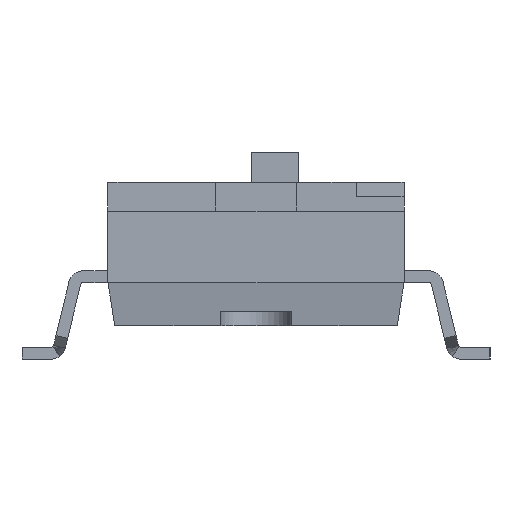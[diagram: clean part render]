
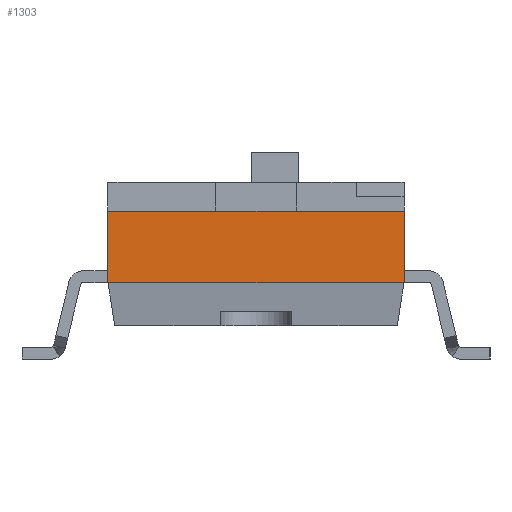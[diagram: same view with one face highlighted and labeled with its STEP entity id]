
A CAD part, left-side view. The second image highlights one B-rep face of the part: STEP entity #1303.
In plain terms, the highlighted planar face has unit normal (-1, 0, 0).
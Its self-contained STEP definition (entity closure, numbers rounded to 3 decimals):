
#1303 = ADVANCED_FACE( '', ( #2971 ), #2972, .T. );
#2971 = FACE_OUTER_BOUND( '', #5286, .T. );
#2972 = PLANE( '', #5287 );
#5286 = EDGE_LOOP( '', ( #7769, #7770, #7771, #7772 ) );
#5287 = AXIS2_PLACEMENT_3D( '', #7773, #7774, #7775 );
#7769 = ORIENTED_EDGE( '', *, *, #15433, .F. );
#7770 = ORIENTED_EDGE( '', *, *, #15434, .F. );
#7771 = ORIENTED_EDGE( '', *, *, #15435, .T. );
#7772 = ORIENTED_EDGE( '', *, *, #15436, .F. );
#7773 = CARTESIAN_POINT( '', ( -15.71, 3.1, -2.4 ) );
#7774 = DIRECTION( '', ( -1., 0., 0. ) );
#7775 = DIRECTION( '', ( 0., 0., 1. ) );
#15433 = EDGE_CURVE( '', #18371, #18372, #18373, .T. );
#15434 = EDGE_CURVE( '', #18374, #18371, #18375, .T. );
#15435 = EDGE_CURVE( '', #18374, #18376, #18377, .T. );
#15436 = EDGE_CURVE( '', #18372, #18376, #18378, .T. );
#18371 = VERTEX_POINT( '', #22739 );
#18372 = VERTEX_POINT( '', #22740 );
#18373 = LINE( '', #22741, #22742 );
#18374 = VERTEX_POINT( '', #22743 );
#18375 = LINE( '', #22744, #22745 );
#18376 = VERTEX_POINT( '', #22746 );
#18377 = LINE( '', #22747, #22748 );
#18378 = LINE( '', #22749, #22750 );
#22739 = CARTESIAN_POINT( '', ( -15.71, 3.1, -1.5 ) );
#22740 = CARTESIAN_POINT( '', ( -15.71, 3.1, 0. ) );
#22741 = CARTESIAN_POINT( '', ( -15.71, 3.1, -2.4 ) );
#22742 = VECTOR( '', #30102, 1000. );
#22743 = CARTESIAN_POINT( '', ( -15.71, -3.1, -1.5 ) );
#22744 = CARTESIAN_POINT( '', ( -15.71, -32.116, -1.5 ) );
#22745 = VECTOR( '', #30103, 1000. );
#22746 = CARTESIAN_POINT( '', ( -15.71, -3.1, 0. ) );
#22747 = CARTESIAN_POINT( '', ( -15.71, -3.1, -2.4 ) );
#22748 = VECTOR( '', #30104, 1000. );
#22749 = CARTESIAN_POINT( '', ( -15.71, 3.1, 0. ) );
#22750 = VECTOR( '', #30105, 1000. );
#30102 = DIRECTION( '', ( 0., 0., 1. ) );
#30103 = DIRECTION( '', ( 0., 1., 0. ) );
#30104 = DIRECTION( '', ( 0., 0., 1. ) );
#30105 = DIRECTION( '', ( 0., -1., 0. ) );
